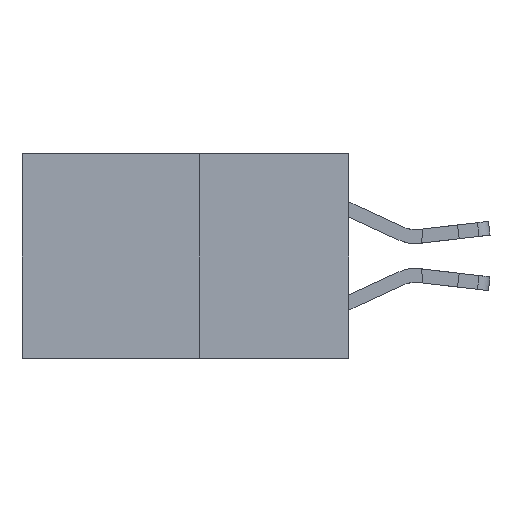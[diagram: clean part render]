
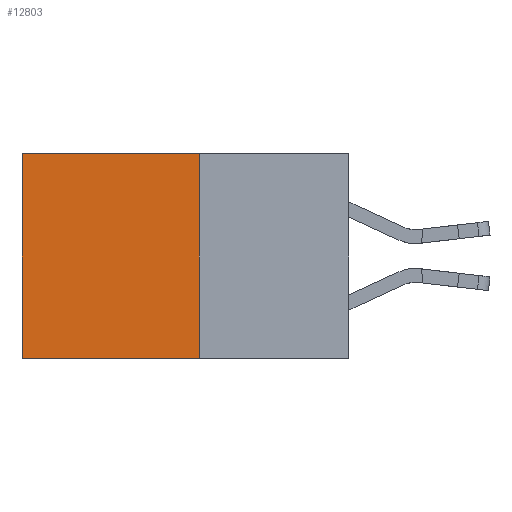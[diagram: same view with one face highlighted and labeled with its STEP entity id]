
A CAD part, left-side view. The second image highlights one B-rep face of the part: STEP entity #12803.
In plain terms, the highlighted planar face has unit normal (-1, 0, 0).
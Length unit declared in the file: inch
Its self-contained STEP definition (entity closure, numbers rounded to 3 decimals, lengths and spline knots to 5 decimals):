
#396 = CARTESIAN_POINT ( 'NONE',  ( 0.277, 0.27, -0.37 ) ) ;
#842 = PLANE ( 'NONE',  #2676 ) ;
#908 = DIRECTION ( 'NONE',  ( 1., 0., 0. ) ) ;
#1212 = LINE ( 'NONE', #12809, #11617 ) ;
#1905 = EDGE_CURVE ( 'NONE', #2678, #12819, #16009, .T. ) ;
#2676 = AXIS2_PLACEMENT_3D ( 'NONE', #14977, #908, #10029 ) ;
#2678 = VERTEX_POINT ( 'NONE', #11934 ) ;
#5116 = DIRECTION ( 'NONE',  ( 0., 0., -1. ) ) ;
#5311 = EDGE_CURVE ( 'NONE', #10771, #2678, #8167, .T. ) ;
#5534 = VECTOR ( 'NONE', #8808, 39.37008 ) ;
#6240 = CARTESIAN_POINT ( 'NONE',  ( 0.277, 0.59, -0.37 ) ) ;
#8035 = DIRECTION ( 'NONE',  ( 0., 1., 0. ) ) ;
#8167 = LINE ( 'NONE', #13740, #5534 ) ;
#8333 = ORIENTED_EDGE ( 'NONE', *, *, #11154, .T. ) ;
#8808 = DIRECTION ( 'NONE',  ( 0., 0., -1. ) ) ;
#9881 = CARTESIAN_POINT ( 'NONE',  ( 0.277, 0.27, 0. ) ) ;
#10029 = DIRECTION ( 'NONE',  ( 0., 0., -1. ) ) ;
#10308 = EDGE_CURVE ( 'NONE', #15104, #12819, #1212, .T. ) ;
#10771 = VERTEX_POINT ( 'NONE', #9881 ) ;
#11154 = EDGE_CURVE ( 'NONE', #10771, #15104, #15993, .T. ) ;
#11617 = VECTOR ( 'NONE', #5116, 39.37008 ) ;
#11934 = CARTESIAN_POINT ( 'NONE',  ( 0.277, 0.27, -0.37 ) ) ;
#12062 = CARTESIAN_POINT ( 'NONE',  ( 0.277, 0.27, 0. ) ) ;
#12103 = ORIENTED_EDGE ( 'NONE', *, *, #1905, .F. ) ;
#12803 = ADVANCED_FACE ( 'NONE', ( #16187 ), #842, .F. ) ;
#12809 = CARTESIAN_POINT ( 'NONE',  ( 0.277, 0.59, -0.37 ) ) ;
#12819 = VERTEX_POINT ( 'NONE', #6240 ) ;
#13299 = DIRECTION ( 'NONE',  ( 0., 1., 0. ) ) ;
#13414 = ORIENTED_EDGE ( 'NONE', *, *, #10308, .T. ) ;
#13740 = CARTESIAN_POINT ( 'NONE',  ( 0.277, 0.27, -0.37 ) ) ;
#14031 = CARTESIAN_POINT ( 'NONE',  ( 0.277, 0.59, 0. ) ) ;
#14233 = ORIENTED_EDGE ( 'NONE', *, *, #5311, .F. ) ;
#14977 = CARTESIAN_POINT ( 'NONE',  ( 0.277, 0.27, -0.37 ) ) ;
#15104 = VERTEX_POINT ( 'NONE', #14031 ) ;
#15588 = VECTOR ( 'NONE', #13299, 39.37008 ) ;
#15599 = VECTOR ( 'NONE', #8035, 39.37008 ) ;
#15993 = LINE ( 'NONE', #12062, #15588 ) ;
#16009 = LINE ( 'NONE', #396, #15599 ) ;
#16136 = EDGE_LOOP ( 'NONE', ( #13414, #12103, #14233, #8333 ) ) ;
#16187 = FACE_OUTER_BOUND ( 'NONE', #16136, .T. ) ;
